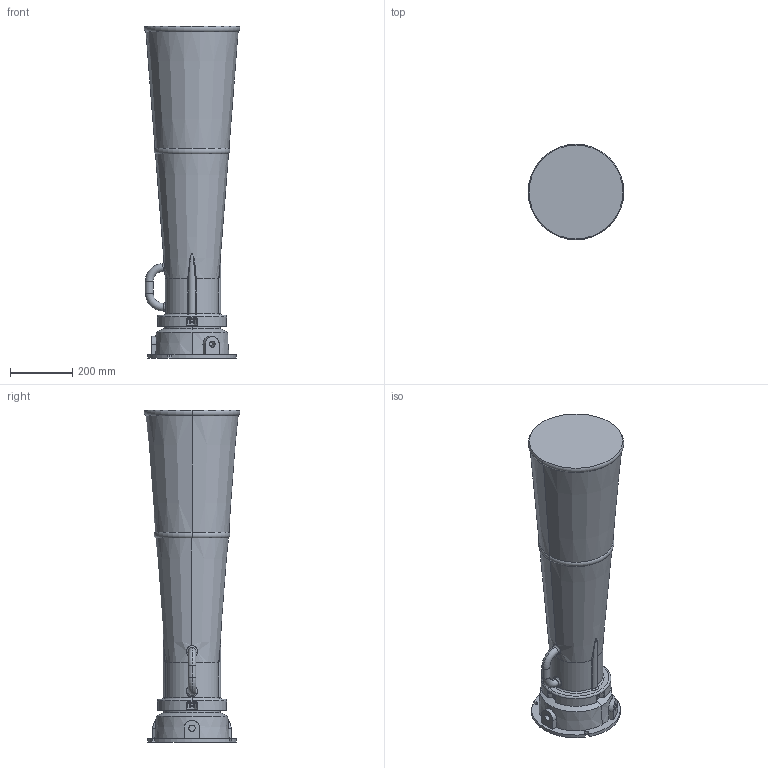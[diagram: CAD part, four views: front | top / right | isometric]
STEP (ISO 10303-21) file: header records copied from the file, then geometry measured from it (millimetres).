
FILE_DESCRIPTION (( 'STEP AP203' ), '1' );
FILE_NAME ('EV150.STEP', '2017-11-10T09:14:26', ( '' ), ( '' ), 'SwSTEP 2.0', 'SolidWorks 2017', '' );
FILE_SCHEMA (( 'CONFIG_CONTROL_DESIGN' ));
Length unit declared in the file: inch
Products named in the file (3): RV1501_cone; RV15001; EV150
Assembly tree (2 placements, depth 2):
  EV150
    RV1501_cone
    RV15001
Bounding box: 306.99 x 306.99 x 1066.8 mm (x, y, z)
Volume: 45555786.1 mm3; surface area: 1051694.2 mm2
Topology: 2 solids, 2 shells, 211 faces, 501 edges, 299 vertices
Faces by surface type: cylinder 90, plane 46, torus 31, bspline 17, sphere 14, cone 13
Entity records: 9639 total; most frequent: CARTESIAN_POINT 4626, DIRECTION 1004, ORIENTED_EDGE 994, EDGE_CURVE 497, AXIS2_PLACEMENT_3D 411, VERTEX_POINT 299, EDGE_LOOP 222, CIRCLE 212
